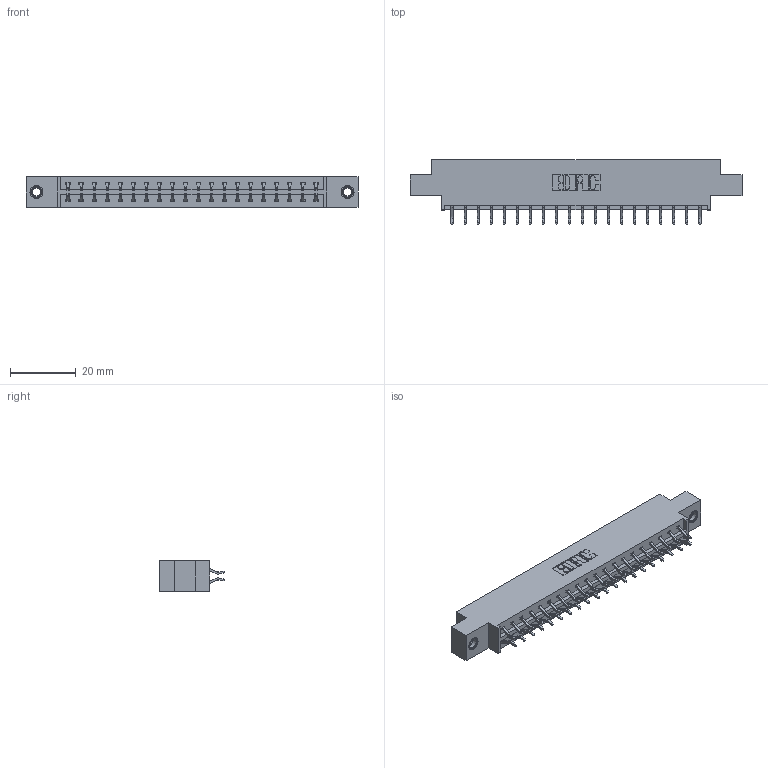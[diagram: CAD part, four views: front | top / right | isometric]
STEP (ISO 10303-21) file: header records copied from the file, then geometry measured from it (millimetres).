
FILE_DESCRIPTION (( 'STEP AP203' ), '1' );
FILE_NAME ('333-040-556-807.STEP', '2018-08-03T14:40:12', ( '' ), ( '' ), 'SwSTEP 2.0', 'SolidWorks 2016', '' );
FILE_SCHEMA (( 'CONFIG_CONTROL_DESIGN' ));
Length unit declared in the file: inch
Products named in the file (4): 345-292-001_556 Tail; 345-250-001_345-250-005-103; 333-040-556-807; 333 Part_Offset - .156 Dia - TI
Assembly tree (43 placements, depth 2):
  333-040-556-807
    333 Part_Offset - .156 Dia - TI
    345-292-001_556 Tail  x40
    345-250-001_345-250-005-103  x2
Bounding box: 100.79 x 19.57 x 9.4 mm (x, y, z)
Volume: 9841.2 mm3; surface area: 11613.8 mm2
Topology: 43 solids, 43 shells, 2498 faces, 7379 edges, 4858 vertices
Faces by surface type: plane 1706, cylinder 776, cone 12, torus 4
Entity records: 17250 total; most frequent: CARTESIAN_POINT 2885, ORIENTED_EDGE 2802, DIRECTION 2523, EDGE_CURVE 1401, VECTOR 1245, LINE 1245, VERTEX_POINT 928, AXIS2_PLACEMENT_3D 639
